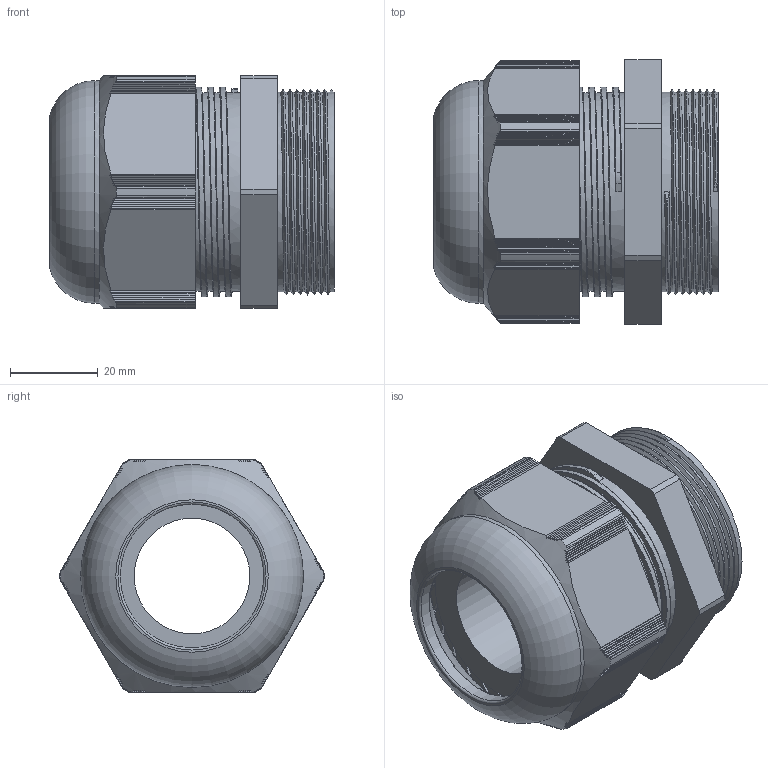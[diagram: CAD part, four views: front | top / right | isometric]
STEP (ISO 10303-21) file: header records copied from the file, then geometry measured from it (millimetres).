
FILE_DESCRIPTION(/* description */ ('Euro-Top PG36, KB: 20-26 mm'),/* implementation_level */ '2;1');
FILE_NAME(/* name */ '11180436-RST.stp',/* time_stamp */ '2019-11-27T10:03:11+01:00',/* author */ ('sl'),/* organization */ (''),/* preprocessor_version */ 'ST-DEVELOPER v16.5',/* originating_system */ 'Autodesk Inventor 2017',/* authorisation */ '');
FILE_SCHEMA (('AUTOMOTIVE_DESIGN { 1 0 10303 214 3 1 1 }'));
Length unit declared in the file: millimetre
Products named in the file (4): 11180436; 11080436; 11080436_1; 11180436_1
Assembly tree (3 placements, depth 2):
  11180436
    11080436
    11080436_1
    11180436_1
Bounding box: 64.9 x 60.41 x 53 mm (x, y, z)
Volume: 60678.8 mm3; surface area: 42661.8 mm2
Topology: 3 solids, 3 shells, 431 faces, 1237 edges, 817 vertices
Faces by surface type: plane 287, cylinder 88, torus 30, bspline 22, cone 4
Full cylindrical faces by diameter (mm): 26.4 x1, 32.77 x1, 36.1 x1, 40.12 x1, 40.4 x1, 40.66 x1, 44.9 x1, 45.3 x6, 45.48 x7, 46.12 x8, 48.62 x8, 50.82 x1
Entity records: 19583 total; most frequent: CARTESIAN_POINT 9098, ORIENTED_EDGE 2250, DIRECTION 2085, EDGE_CURVE 1125, VERTEX_POINT 756, AXIS2_PLACEMENT_3D 708, LINE 669, VECTOR 669
